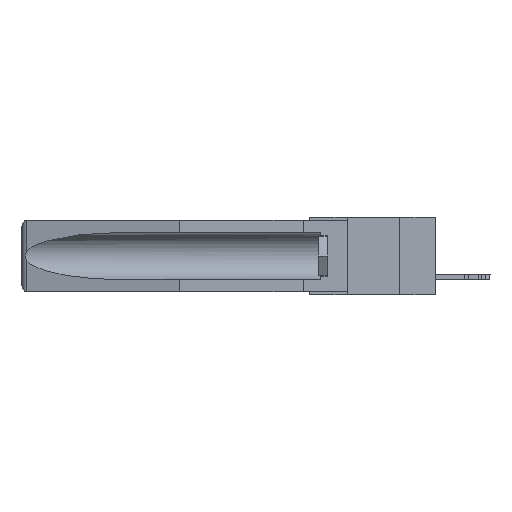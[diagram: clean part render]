
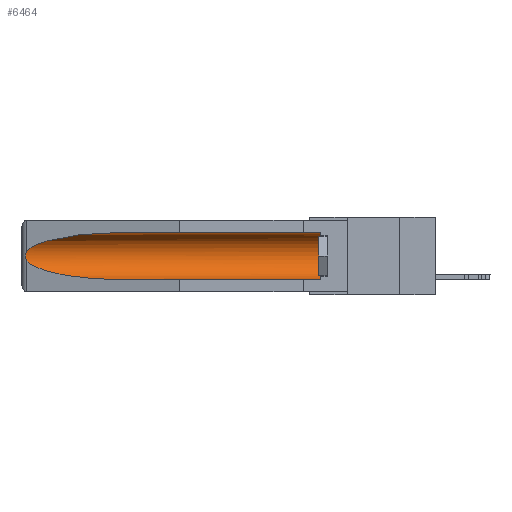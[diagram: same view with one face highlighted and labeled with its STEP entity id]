
A CAD part, left-side view. The second image highlights one B-rep face of the part: STEP entity #6464.
In plain terms, the highlighted cylindrical face has radius 2.857 mm (diameter 5.715 mm), a partial arc.
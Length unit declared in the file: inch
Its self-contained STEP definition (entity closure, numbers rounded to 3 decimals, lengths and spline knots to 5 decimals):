
#315 = ORIENTED_EDGE ( 'NONE', *, *, #11491, .T. ) ;
#3887 = VERTEX_POINT ( 'NONE', #28910 ) ;
#4064 = CARTESIAN_POINT ( 'NONE',  ( 0.155, 1.07973, -0.059 ) ) ;
#4883 = ORIENTED_EDGE ( 'NONE', *, *, #31614, .T. ) ;
#5171 = CYLINDRICAL_SURFACE ( 'NONE', #14635, 0.1125 ) ;
#5828 = VECTOR ( 'NONE', #29610, 39.37008 ) ;
#6154 = CARTESIAN_POINT ( 'NONE',  ( 0.2675, 1.53308, -0.17534 ) ) ;
#6464 = ADVANCED_FACE ( 'NONE', ( #10352 ), #5171, .F. ) ;
#7485 = B_SPLINE_CURVE_WITH_KNOTS ( 'NONE', 3,
 ( #15677, #15571, #11177, #8600, #21423, #6154, #18847, #16108, #31527, #21076 ),
 .UNSPECIFIED., .F., .F.,
 ( 4, 2, 2, 2, 4 ),
 ( 0., 0.00029, 0.00058, 0.00087, 0.00117 ),
 .UNSPECIFIED. ) ;
#8148 = CARTESIAN_POINT ( 'NONE',  ( 0.155, 1.07973, -0.284 ) ) ;
#8600 = CARTESIAN_POINT ( 'NONE',  ( 0.2673, 1.5327, -0.16383 ) ) ;
#8945 = CARTESIAN_POINT ( 'NONE',  ( 0.25451, 1.48313, -0.09465 ) ) ;
#9370 = DIRECTION ( 'NONE',  ( 0., 1., 0. ) ) ;
#9632 = EDGE_CURVE ( 'NONE', #20101, #3887, #19351, .T. ) ;
#9699 = LINE ( 'NONE', #11274, #22465 ) ;
#10352 = FACE_OUTER_BOUND ( 'NONE', #17329, .T. ) ;
#11067 = DIRECTION ( 'NONE',  ( 0., 1., 0. ) ) ;
#11177 = CARTESIAN_POINT ( 'NONE',  ( 0.26654, 1.53092, -0.15636 ) ) ;
#11274 = CARTESIAN_POINT ( 'NONE',  ( 0.155, -0.30754, -0.059 ) ) ;
#11491 = EDGE_CURVE ( 'NONE', #23229, #20733, #31251, .T. ) ;
#11723 = CARTESIAN_POINT ( 'NONE',  ( 0.155, -0.30754, -0.284 ) ) ;
#11954 = EDGE_CURVE ( 'NONE', #20101, #21361, #26064, .T. ) ;
#12204 = CARTESIAN_POINT ( 'NONE',  ( 0.155, -0.30754, -0.1715 ) ) ;
#12515 = CARTESIAN_POINT ( 'NONE',  ( 0.155, 1.07973, -0.059 ) ) ;
#13199 = CARTESIAN_POINT ( 'NONE',  ( 0.26537, 1.52718, -0.19328 ) ) ;
#14448 =( BOUNDED_CURVE ( )  B_SPLINE_CURVE ( 3, ( #13199, #30982, #30759, #8148 ),
 .UNSPECIFIED., .F., .F. ) 
 B_SPLINE_CURVE_WITH_KNOTS ( ( 4, 4 ),
 ( 0.1948, 1.5708 ),
 .UNSPECIFIED. ) 
 CURVE ( )  GEOMETRIC_REPRESENTATION_ITEM ( )  RATIONAL_B_SPLINE_CURVE ( ( 1., 0.848, 0.848, 1. ) ) 
 REPRESENTATION_ITEM ( '' )  );
#14635 = AXIS2_PLACEMENT_3D ( 'NONE', #12204, #9370, #21870 ) ;
#14700 = CARTESIAN_POINT ( 'NONE',  ( 0.155, 0.126, -0.1715 ) ) ;
#15571 = CARTESIAN_POINT ( 'NONE',  ( 0.26597, 1.52961, -0.15275 ) ) ;
#15677 = CARTESIAN_POINT ( 'NONE',  ( 0.26537, 1.52718, -0.14972 ) ) ;
#16108 = CARTESIAN_POINT ( 'NONE',  ( 0.26655, 1.53094, -0.18657 ) ) ;
#16360 = ORIENTED_EDGE ( 'NONE', *, *, #11954, .T. ) ;
#16858 = AXIS2_PLACEMENT_3D ( 'NONE', #14700, #32583, #19770 ) ;
#17329 = EDGE_LOOP ( 'NONE', ( #315, #4883, #29118, #32727, #16360, #21300 ) ) ;
#17771 = CARTESIAN_POINT ( 'NONE',  ( 0.155, 0.126, -0.284 ) ) ;
#18812 = EDGE_CURVE ( 'NONE', #31605, #3887, #14448, .T. ) ;
#18847 = CARTESIAN_POINT ( 'NONE',  ( 0.2673, 1.53269, -0.17917 ) ) ;
#19351 = LINE ( 'NONE', #11723, #5828 ) ;
#19770 = DIRECTION ( 'NONE',  ( 0., 0., 1. ) ) ;
#20101 = VERTEX_POINT ( 'NONE', #17771 ) ;
#20733 = VERTEX_POINT ( 'NONE', #30720 ) ;
#20753 = CARTESIAN_POINT ( 'NONE',  ( 0.26537, 1.52718, -0.19328 ) ) ;
#21076 = CARTESIAN_POINT ( 'NONE',  ( 0.26537, 1.52718, -0.19328 ) ) ;
#21300 = ORIENTED_EDGE ( 'NONE', *, *, #22180, .T. ) ;
#21361 = VERTEX_POINT ( 'NONE', #24434 ) ;
#21423 = CARTESIAN_POINT ( 'NONE',  ( 0.2675, 1.53308, -0.16763 ) ) ;
#21870 = DIRECTION ( 'NONE',  ( 0., 0., 1. ) ) ;
#22180 = EDGE_CURVE ( 'NONE', #21361, #23229, #9699, .T. ) ;
#22465 = VECTOR ( 'NONE', #11067, 39.37008 ) ;
#23229 = VERTEX_POINT ( 'NONE', #12515 ) ;
#24247 = CARTESIAN_POINT ( 'NONE',  ( 0.21114, 1.30732, -0.059 ) ) ;
#24434 = CARTESIAN_POINT ( 'NONE',  ( 0.155, 0.126, -0.059 ) ) ;
#26064 = CIRCLE ( 'NONE', #16858, 0.1125 ) ;
#28910 = CARTESIAN_POINT ( 'NONE',  ( 0.155, 1.07973, -0.284 ) ) ;
#29118 = ORIENTED_EDGE ( 'NONE', *, *, #18812, .T. ) ;
#29610 = DIRECTION ( 'NONE',  ( 0., 1., 0. ) ) ;
#30720 = CARTESIAN_POINT ( 'NONE',  ( 0.26537, 1.52718, -0.14972 ) ) ;
#30759 = CARTESIAN_POINT ( 'NONE',  ( 0.21114, 1.30732, -0.284 ) ) ;
#30982 = CARTESIAN_POINT ( 'NONE',  ( 0.25451, 1.48313, -0.24835 ) ) ;
#31251 =( BOUNDED_CURVE ( )  B_SPLINE_CURVE ( 3, ( #4064, #24247, #8945, #32229 ),
 .UNSPECIFIED., .F., .F. ) 
 B_SPLINE_CURVE_WITH_KNOTS ( ( 4, 4 ),
 ( 4.71239, 6.08839 ),
 .UNSPECIFIED. ) 
 CURVE ( )  GEOMETRIC_REPRESENTATION_ITEM ( )  RATIONAL_B_SPLINE_CURVE ( ( 1., 0.848, 0.848, 1. ) ) 
 REPRESENTATION_ITEM ( '' )  );
#31527 = CARTESIAN_POINT ( 'NONE',  ( 0.26597, 1.5296, -0.19026 ) ) ;
#31605 = VERTEX_POINT ( 'NONE', #20753 ) ;
#31614 = EDGE_CURVE ( 'NONE', #20733, #31605, #7485, .T. ) ;
#32229 = CARTESIAN_POINT ( 'NONE',  ( 0.26537, 1.52718, -0.14972 ) ) ;
#32583 = DIRECTION ( 'NONE',  ( 0., -1., 0. ) ) ;
#32727 = ORIENTED_EDGE ( 'NONE', *, *, #9632, .F. ) ;
